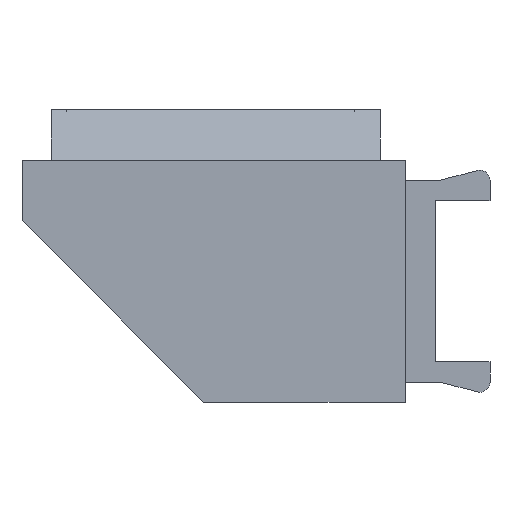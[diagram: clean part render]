
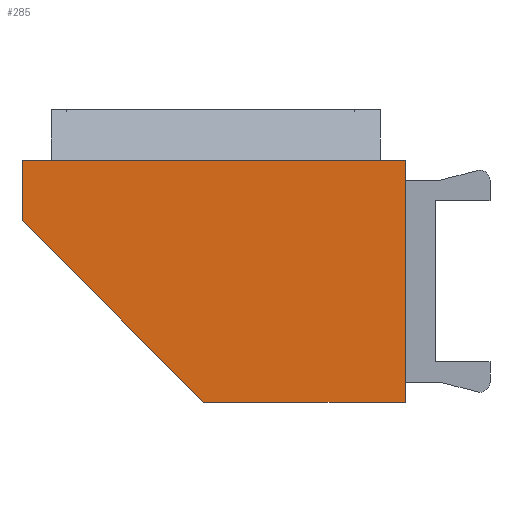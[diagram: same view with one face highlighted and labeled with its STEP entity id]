
A CAD part, left-side view. The second image highlights one B-rep face of the part: STEP entity #285.
In plain terms, the highlighted planar face has unit normal (-1, 0, 0).
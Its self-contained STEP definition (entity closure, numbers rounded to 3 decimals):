
#49 = EDGE_CURVE ( 'NONE', #206, #441, #596, .T. ) ;
#62 = EDGE_CURVE ( 'NONE', #379, #206, #531, .T. ) ;
#71 = DIRECTION ( 'NONE',  ( 0., 0., 1. ) ) ;
#73 = ORIENTED_EDGE ( 'NONE', *, *, #387, .F. ) ;
#97 = VECTOR ( 'NONE', #418, 1000. ) ;
#141 = LINE ( 'NONE', #471, #472 ) ;
#158 = CARTESIAN_POINT ( 'NONE',  ( -15.5, 0., -6. ) ) ;
#206 = VERTEX_POINT ( 'NONE', #1054 ) ;
#285 = ADVANCED_FACE ( 'NONE', ( #373 ), #558, .F. ) ;
#297 = AXIS2_PLACEMENT_3D ( 'NONE', #964, #628, #304 ) ;
#298 = EDGE_LOOP ( 'NONE', ( #876, #939, #541, #467, #73 ) ) ;
#304 = DIRECTION ( 'NONE',  ( 0., 0., -1. ) ) ;
#321 = EDGE_CURVE ( 'NONE', #441, #914, #141, .T. ) ;
#365 = CARTESIAN_POINT ( 'NONE',  ( -15.5, 19., 6. ) ) ;
#373 = FACE_OUTER_BOUND ( 'NONE', #298, .T. ) ;
#379 = VERTEX_POINT ( 'NONE', #653 ) ;
#387 = EDGE_CURVE ( 'NONE', #509, #914, #814, .T. ) ;
#418 = DIRECTION ( 'NONE',  ( 0., -1., 0. ) ) ;
#441 = VERTEX_POINT ( 'NONE', #158 ) ;
#451 = CARTESIAN_POINT ( 'NONE',  ( -15.5, 19., 3. ) ) ;
#459 = VECTOR ( 'NONE', #71, 1000. ) ;
#467 = ORIENTED_EDGE ( 'NONE', *, *, #321, .T. ) ;
#471 = CARTESIAN_POINT ( 'NONE',  ( -15.5, 0., 6. ) ) ;
#472 = VECTOR ( 'NONE', #804, 1000. ) ;
#478 = EDGE_CURVE ( 'NONE', #379, #509, #824, .T. ) ;
#493 = CARTESIAN_POINT ( 'NONE',  ( -15.5, 19., 6. ) ) ;
#509 = VERTEX_POINT ( 'NONE', #365 ) ;
#521 = VECTOR ( 'NONE', #844, 1000. ) ;
#531 = LINE ( 'NONE', #451, #521 ) ;
#541 = ORIENTED_EDGE ( 'NONE', *, *, #49, .T. ) ;
#558 = PLANE ( 'NONE',  #297 ) ;
#596 = LINE ( 'NONE', #683, #881 ) ;
#628 = DIRECTION ( 'NONE',  ( 1., 0., 0. ) ) ;
#653 = CARTESIAN_POINT ( 'NONE',  ( -15.5, 19., 3. ) ) ;
#678 = CARTESIAN_POINT ( 'NONE',  ( -15.5, 0., 6. ) ) ;
#683 = CARTESIAN_POINT ( 'NONE',  ( -15.5, 19., -6. ) ) ;
#733 = CARTESIAN_POINT ( 'NONE',  ( -15.5, 19., 6. ) ) ;
#804 = DIRECTION ( 'NONE',  ( 0., 0., 1. ) ) ;
#814 = LINE ( 'NONE', #733, #97 ) ;
#824 = LINE ( 'NONE', #493, #459 ) ;
#844 = DIRECTION ( 'NONE',  ( 0., -0.707, -0.707 ) ) ;
#876 = ORIENTED_EDGE ( 'NONE', *, *, #478, .F. ) ;
#881 = VECTOR ( 'NONE', #1071, 1000. ) ;
#914 = VERTEX_POINT ( 'NONE', #678 ) ;
#939 = ORIENTED_EDGE ( 'NONE', *, *, #62, .T. ) ;
#964 = CARTESIAN_POINT ( 'NONE',  ( -15.5, 19., 6. ) ) ;
#1054 = CARTESIAN_POINT ( 'NONE',  ( -15.5, 10., -6. ) ) ;
#1071 = DIRECTION ( 'NONE',  ( 0., -1., 0. ) ) ;
